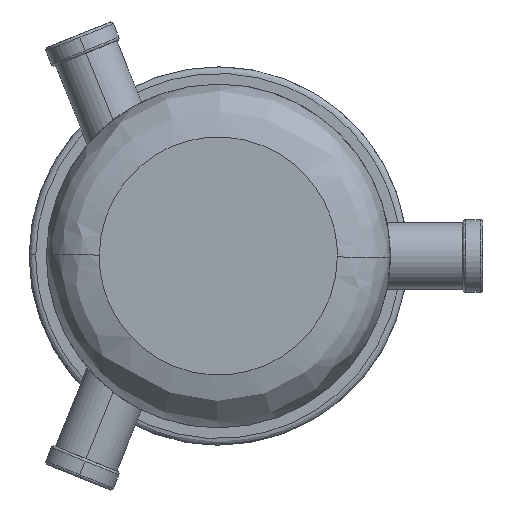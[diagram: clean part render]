
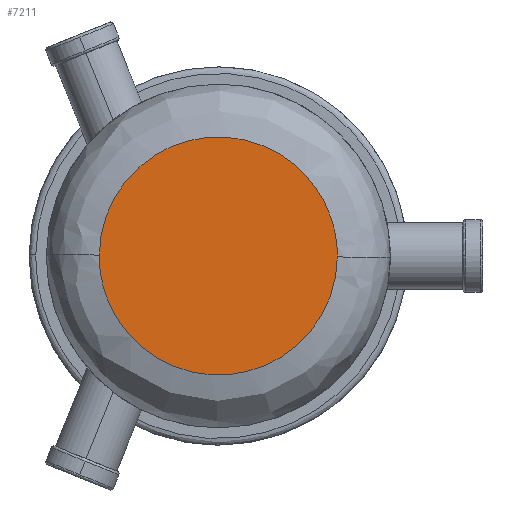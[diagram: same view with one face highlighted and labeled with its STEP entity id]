
A CAD part, front view. The second image highlights one B-rep face of the part: STEP entity #7211.
In plain terms, the highlighted planar face has unit normal (0, -1, 0).
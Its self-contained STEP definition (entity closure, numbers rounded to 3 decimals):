
#896 = CARTESIAN_POINT ( 'NONE',  ( 9., 0., 0. ) ) ;
#2197 = CARTESIAN_POINT ( 'NONE',  ( 0., 0., 0. ) ) ;
#2311 = CARTESIAN_POINT ( 'NONE',  ( -9., 0., 0. ) ) ;
#2501 = VERTEX_POINT ( 'NONE', #2311 ) ;
#2884 = ORIENTED_EDGE ( 'NONE', *, *, #6492, .F. ) ;
#3660 = CARTESIAN_POINT ( 'NONE',  ( 9., 0., 17.857 ) ) ;
#4264 = VERTEX_POINT ( 'NONE', #896 ) ;
#4275 = CARTESIAN_POINT ( 'NONE',  ( 8.856, 0., -17.928 ) ) ;
#4635 = CARTESIAN_POINT ( 'NONE',  ( 9., 0., -0.072 ) ) ;
#5290 = CARTESIAN_POINT ( 'NONE',  ( 9., 0., -0.024 ) ) ;
#5387 = AXIS2_PLACEMENT_3D ( 'NONE', #2197, #10709, #21569 ) ;
#5480 = CARTESIAN_POINT ( 'NONE',  ( 9., 0., -0.048 ) ) ;
#6070 = CARTESIAN_POINT ( 'NONE',  ( -9., 0., 0. ) ) ;
#6114 = FACE_OUTER_BOUND ( 'NONE', #25878, .T. ) ;
#6304 = CARTESIAN_POINT ( 'NONE',  ( 9., 0., -0.072 ) ) ;
#6492 = EDGE_CURVE ( 'NONE', #23104, #4264, #11806, .T. ) ;
#6630 =( BOUNDED_CURVE ( )  B_SPLINE_CURVE ( 3, ( #4635, #4275, #13025, #21859 ),
 .UNSPECIFIED., .F., .F. ) 
 B_SPLINE_CURVE_WITH_KNOTS ( ( 4, 4 ),
 ( 0.003, 1. ),
 .UNSPECIFIED. ) 
 CURVE ( )  GEOMETRIC_REPRESENTATION_ITEM ( )  RATIONAL_B_SPLINE_CURVE ( ( 1., 0.336, 0.336, 1. ) ) 
 REPRESENTATION_ITEM ( '' )  );
#7206 = EDGE_CURVE ( 'NONE', #2501, #23104, #26587, .T. ) ;
#7211 = ADVANCED_FACE ( 'NONE', ( #6114 ), #15364, .F. ) ;
#7380 = ORIENTED_EDGE ( 'NONE', *, *, #9173, .F. ) ;
#7728 = VERTEX_POINT ( 'NONE', #6304 ) ;
#9173 = EDGE_CURVE ( 'NONE', #4264, #7728, #27635, .T. ) ;
#10212 = CARTESIAN_POINT ( 'NONE',  ( 9., 0., 0. ) ) ;
#10709 = DIRECTION ( 'NONE',  ( 0., 1., 0. ) ) ;
#10846 = CARTESIAN_POINT ( 'NONE',  ( -9., 0., 0.072 ) ) ;
#11806 =( BOUNDED_CURVE ( )  B_SPLINE_CURVE ( 3, ( #25331, #16678, #3660, #10212 ),
 .UNSPECIFIED., .F., .F. ) 
 B_SPLINE_CURVE_WITH_KNOTS ( ( 4, 4 ),
 ( 0.003, 1. ),
 .UNSPECIFIED. ) 
 CURVE ( )  GEOMETRIC_REPRESENTATION_ITEM ( )  RATIONAL_B_SPLINE_CURVE ( ( 1., 0.336, 0.336, 1. ) ) 
 REPRESENTATION_ITEM ( '' )  );
#13025 = CARTESIAN_POINT ( 'NONE',  ( -9., 0., -17.857 ) ) ;
#13052 = ORIENTED_EDGE ( 'NONE', *, *, #7206, .F. ) ;
#13516 = EDGE_CURVE ( 'NONE', #7728, #2501, #6630, .T. ) ;
#14224 = CARTESIAN_POINT ( 'NONE',  ( 9., 0., 0. ) ) ;
#15364 = PLANE ( 'NONE',  #5387 ) ;
#16678 = CARTESIAN_POINT ( 'NONE',  ( -8.856, 0., 17.928 ) ) ;
#17547 = ORIENTED_EDGE ( 'NONE', *, *, #13516, .F. ) ;
#21188 = CARTESIAN_POINT ( 'NONE',  ( -9., 0., 0.024 ) ) ;
#21569 = DIRECTION ( 'NONE',  ( 0., 0., 1. ) ) ;
#21859 = CARTESIAN_POINT ( 'NONE',  ( -9., 0., 0. ) ) ;
#23104 = VERTEX_POINT ( 'NONE', #10846 ) ;
#25331 = CARTESIAN_POINT ( 'NONE',  ( -9., 0., 0.072 ) ) ;
#25744 = CARTESIAN_POINT ( 'NONE',  ( -9., 0., 0.048 ) ) ;
#25840 = CARTESIAN_POINT ( 'NONE',  ( -9., 0., 0.072 ) ) ;
#25878 = EDGE_LOOP ( 'NONE', ( #13052, #17547, #7380, #2884 ) ) ;
#26587 =( BOUNDED_CURVE ( )  B_SPLINE_CURVE ( 3, ( #6070, #21188, #25744, #25840 ),
 .UNSPECIFIED., .F., .F. ) 
 B_SPLINE_CURVE_WITH_KNOTS ( ( 4, 4 ),
 ( 0., 0.003 ),
 .UNSPECIFIED. ) 
 CURVE ( )  GEOMETRIC_REPRESENTATION_ITEM ( )  RATIONAL_B_SPLINE_CURVE ( ( 1., 1., 1., 1. ) ) 
 REPRESENTATION_ITEM ( '' )  );
#27147 = CARTESIAN_POINT ( 'NONE',  ( 9., 0., -0.072 ) ) ;
#27635 =( BOUNDED_CURVE ( )  B_SPLINE_CURVE ( 3, ( #14224, #5290, #5480, #27147 ),
 .UNSPECIFIED., .F., .F. ) 
 B_SPLINE_CURVE_WITH_KNOTS ( ( 4, 4 ),
 ( 0., 0.003 ),
 .UNSPECIFIED. ) 
 CURVE ( )  GEOMETRIC_REPRESENTATION_ITEM ( )  RATIONAL_B_SPLINE_CURVE ( ( 1., 1., 1., 1. ) ) 
 REPRESENTATION_ITEM ( '' )  );
